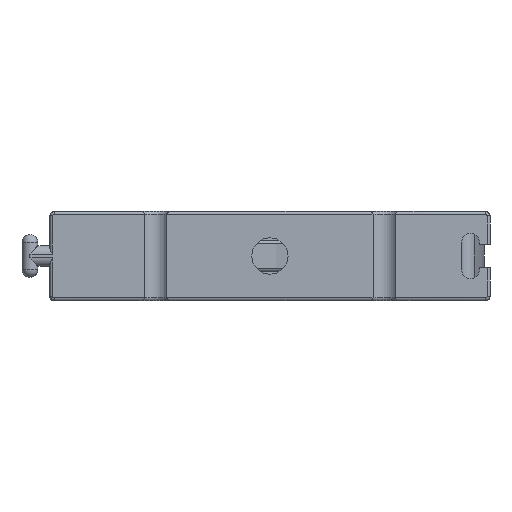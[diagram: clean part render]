
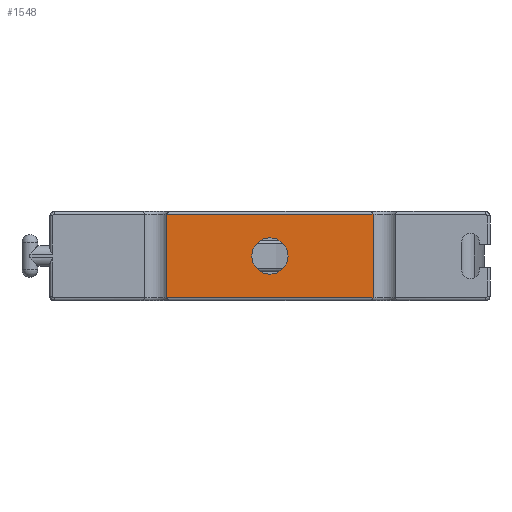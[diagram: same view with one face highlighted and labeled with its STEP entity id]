
A CAD part, left-side view. The second image highlights one B-rep face of the part: STEP entity #1548.
In plain terms, the highlighted planar face has unit normal (-1, 0, 0).
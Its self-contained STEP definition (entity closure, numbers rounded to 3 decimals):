
#711=PLANE('',#10695);
#936=FACE_BOUND('',#2881,.T.);
#937=FACE_BOUND('',#2882,.T.);
#1094=CIRCLE('',#10694,3.25);
#1548=ADVANCED_FACE('',(#936,#937),#711,.F.);
#2881=EDGE_LOOP('',(#5494,#5495,#5496,#5497));
#2882=EDGE_LOOP('',(#5498));
#3931=LINE('',#15350,#4636);
#3932=LINE('',#15356,#4637);
#3933=LINE('',#15358,#4638);
#3934=LINE('',#15360,#4639);
#4636=VECTOR('',#12027,1.);
#4637=VECTOR('',#12034,1.);
#4638=VECTOR('',#12035,1.);
#4639=VECTOR('',#12036,1.);
#5494=ORIENTED_EDGE('',*,*,#9287,.T.);
#5495=ORIENTED_EDGE('',*,*,#9284,.T.);
#5496=ORIENTED_EDGE('',*,*,#9288,.T.);
#5497=ORIENTED_EDGE('',*,*,#9289,.F.);
#5498=ORIENTED_EDGE('',*,*,#9290,.T.);
#8355=VERTEX_POINT('',#15351);
#8356=VERTEX_POINT('',#15352);
#8357=VERTEX_POINT('',#15357);
#8358=VERTEX_POINT('',#15359);
#8359=VERTEX_POINT('',#15362);
#9284=EDGE_CURVE('',#8355,#8356,#3931,.T.);
#9287=EDGE_CURVE('',#8357,#8355,#3932,.T.);
#9288=EDGE_CURVE('',#8356,#8358,#3933,.T.);
#9289=EDGE_CURVE('',#8357,#8358,#3934,.T.);
#9290=EDGE_CURVE('',#8359,#8359,#1094,.T.);
#10694=AXIS2_PLACEMENT_3D('',#15361,#12037,#12038);
#10695=AXIS2_PLACEMENT_3D('',#15363,#12039,#12040);
#12027=DIRECTION('',(0.,0.,-1.));
#12034=DIRECTION('',(0.,1.,0.));
#12035=DIRECTION('',(0.,-1.,0.));
#12036=DIRECTION('',(0.,0.,-1.));
#12037=DIRECTION('',(1.,0.,0.));
#12038=DIRECTION('',(0.,-1.,0.));
#12039=DIRECTION('',(1.,0.,0.));
#12040=DIRECTION('',(0.,-1.,0.));
#15350=CARTESIAN_POINT('',(-23.182,214.34,17.98));
#15351=CARTESIAN_POINT('',(-23.182,214.34,17.48));
#15352=CARTESIAN_POINT('',(-23.182,214.34,2.48));
#15356=CARTESIAN_POINT('',(-23.182,213.242,17.48));
#15357=CARTESIAN_POINT('',(-23.182,177.34,17.48));
#15358=CARTESIAN_POINT('',(-23.182,214.34,2.48));
#15359=CARTESIAN_POINT('',(-23.182,177.34,2.48));
#15360=CARTESIAN_POINT('',(-23.182,177.34,17.98));
#15361=CARTESIAN_POINT('',(-23.182,195.84,9.98));
#15362=CARTESIAN_POINT('',(-23.182,192.59,9.98));
#15363=CARTESIAN_POINT('',(-23.182,214.34,17.98));
